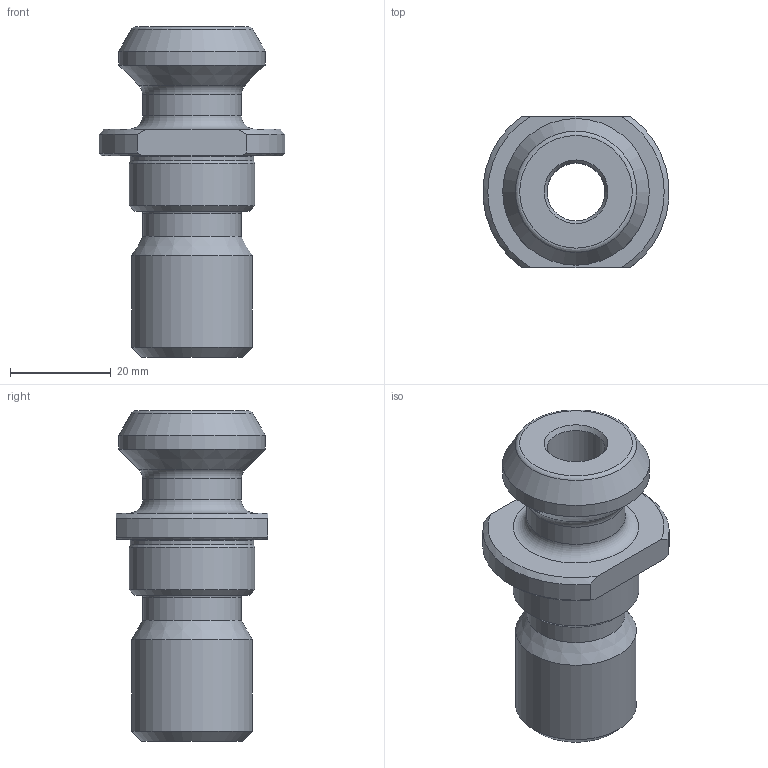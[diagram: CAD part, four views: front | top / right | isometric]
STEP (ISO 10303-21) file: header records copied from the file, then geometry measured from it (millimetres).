
FILE_DESCRIPTION(/* description */ (''),/* implementation_level */ '2;1');
FILE_NAME(/* name */ '1498476677549.stp',/* time_stamp */ '2017-06-26T13:31:21+02:00',/* author */ (''),/* organization */ ('SMS'),/* preprocessor_version */ 'ST-DEVELOPER v15',/* originating_system */ 'SIEMENS PLM Software NX 8.5',/* authorisation */ '');
FILE_SCHEMA (('AUTOMOTIVE_DESIGN { 1 0 10303 214 3 1 1 1 }'));
Length unit declared in the file: millimetre
Products named in the file (1): 201120886MOD000_00
Bounding box: 36.86 x 30 x 65.55 mm (x, y, z)
Volume: 24668.5 mm3; surface area: 9397.7 mm2
Topology: 1 solids, 1 shells, 35 faces, 75 edges, 46 vertices
Faces by surface type: cone 13, cylinder 9, plane 8, torus 5
Full cylindrical faces by diameter (mm): 11.5 x1, 19.5 x1, 19.6 x1, 24 x1, 24.5 x1, 25 x1, 29.1 x1
Entity records: 870 total; most frequent: CARTESIAN_POINT 155, DIRECTION 154, ORIENTED_EDGE 100, AXIS2_PLACEMENT_3D 73, EDGE_LOOP 62, FACE_BOUND 54, EDGE_CURVE 50, VERTEX_POINT 42
